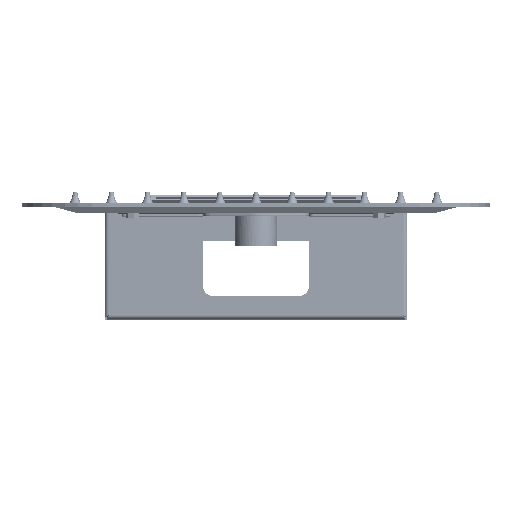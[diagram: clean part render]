
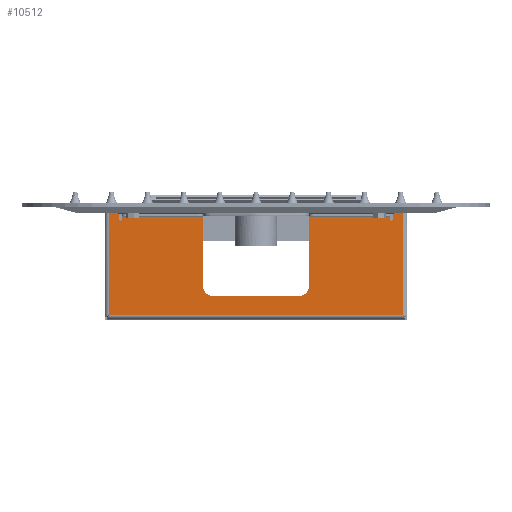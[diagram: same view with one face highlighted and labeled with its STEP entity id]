
A CAD part, left-side view. The second image highlights one B-rep face of the part: STEP entity #10512.
In plain terms, the highlighted face is planar.
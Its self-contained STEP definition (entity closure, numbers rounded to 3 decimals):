
#10512=ADVANCED_FACE('',(#15028),#15029,.T.);
#15028=FACE_OUTER_BOUND('',#20032,.T.);
#15029=PLANE('',#20033);
#20032=EDGE_LOOP('',(#31993,#31994,#31995,#31996,#31997,#31998,#31999,#32000,#32001,#32002,#32003,#32004,#32005,#32006,#32007,#32008,#32009,#32010,#32011,#32012));
#20033=AXIS2_PLACEMENT_3D('',#32013,#32014,#32015);
#31993=ORIENTED_EDGE('',*,*,#38045,.F.);
#31994=ORIENTED_EDGE('',*,*,#38046,.T.);
#31995=ORIENTED_EDGE('',*,*,#38047,.F.);
#31996=ORIENTED_EDGE('',*,*,#37902,.T.);
#31997=ORIENTED_EDGE('',*,*,#38048,.F.);
#31998=ORIENTED_EDGE('',*,*,#38049,.F.);
#31999=ORIENTED_EDGE('',*,*,#38050,.F.);
#32000=ORIENTED_EDGE('',*,*,#38051,.F.);
#32001=ORIENTED_EDGE('',*,*,#38052,.F.);
#32002=ORIENTED_EDGE('',*,*,#37939,.T.);
#32003=ORIENTED_EDGE('',*,*,#37962,.F.);
#32004=ORIENTED_EDGE('',*,*,#38038,.T.);
#32005=ORIENTED_EDGE('',*,*,#38034,.T.);
#32006=ORIENTED_EDGE('',*,*,#38030,.T.);
#32007=ORIENTED_EDGE('',*,*,#38053,.F.);
#32008=ORIENTED_EDGE('',*,*,#37944,.T.);
#32009=ORIENTED_EDGE('',*,*,#38054,.F.);
#32010=ORIENTED_EDGE('',*,*,#38055,.F.);
#32011=ORIENTED_EDGE('',*,*,#38056,.F.);
#32012=ORIENTED_EDGE('',*,*,#38057,.F.);
#32013=CARTESIAN_POINT('',(-35.0,5.0,-500000.0));
#32014=DIRECTION('',(1.0,0.,0.0));
#32015=DIRECTION('',(0.,1.0,0.0));
#37902=EDGE_CURVE('',#43716,#43714,#43717,.F.);
#37939=EDGE_CURVE('',#43778,#43776,#43779,.T.);
#37944=EDGE_CURVE('',#43787,#43785,#43788,.T.);
#37962=EDGE_CURVE('',#43814,#43776,#43815,.T.);
#38030=EDGE_CURVE('',#43857,#43918,#43919,.F.);
#38034=EDGE_CURVE('',#43830,#43857,#43924,.T.);
#38038=EDGE_CURVE('',#43814,#43830,#43928,.T.);
#38045=EDGE_CURVE('',#43937,#43938,#43939,.T.);
#38046=EDGE_CURVE('',#43937,#43940,#43941,.F.);
#38047=EDGE_CURVE('',#43716,#43940,#43942,.T.);
#38048=EDGE_CURVE('',#43943,#43714,#43944,.T.);
#38049=EDGE_CURVE('',#43945,#43943,#43946,.T.);
#38050=EDGE_CURVE('',#43947,#43945,#43948,.T.);
#38051=EDGE_CURVE('',#43949,#43947,#43950,.T.);
#38052=EDGE_CURVE('',#43778,#43949,#43951,.T.);
#38053=EDGE_CURVE('',#43787,#43918,#43952,.T.);
#38054=EDGE_CURVE('',#43953,#43785,#43954,.T.);
#38055=EDGE_CURVE('',#43955,#43953,#43956,.T.);
#38056=EDGE_CURVE('',#43957,#43955,#43958,.T.);
#38057=EDGE_CURVE('',#43938,#43957,#43959,.T.);
#43714=VERTEX_POINT('',#55510);
#43716=VERTEX_POINT('',#55513);
#43717=CIRCLE('',#55514,5.0);
#43776=VERTEX_POINT('',#55593);
#43778=VERTEX_POINT('',#55596);
#43779=CIRCLE('',#55597,1.0);
#43785=VERTEX_POINT('',#55604);
#43787=VERTEX_POINT('',#55607);
#43788=CIRCLE('',#55608,1.0);
#43814=VERTEX_POINT('',#55641);
#43815=LINE('',#55642,#55643);
#43830=VERTEX_POINT('',#55662);
#43857=VERTEX_POINT('',#55698);
#43918=VERTEX_POINT('',#55785);
#43919=LINE('',#55786,#55787);
#43924=LINE('',#55793,#55794);
#43928=LINE('',#55800,#55801);
#43937=VERTEX_POINT('',#55814);
#43938=VERTEX_POINT('',#55815);
#43939=LINE('',#55816,#55817);
#43940=VERTEX_POINT('',#55818);
#43941=CIRCLE('',#55819,5.0);
#43942=LINE('',#55820,#55821);
#43943=VERTEX_POINT('',#55822);
#43944=LINE('',#55823,#55824);
#43945=VERTEX_POINT('',#55825);
#43946=LINE('',#55826,#55827);
#43947=VERTEX_POINT('',#55828);
#43948=LINE('',#55829,#55830);
#43949=VERTEX_POINT('',#55831);
#43950=CIRCLE('',#55832,0.5);
#43951=LINE('',#55833,#55834);
#43952=LINE('',#55835,#55836);
#43953=VERTEX_POINT('',#55837);
#43954=LINE('',#55838,#55839);
#43955=VERTEX_POINT('',#55840);
#43956=CIRCLE('',#55841,0.5);
#43957=VERTEX_POINT('',#55842);
#43958=LINE('',#55843,#55844);
#43959=LINE('',#55845,#55846);
#55510=CARTESIAN_POINT('',(-35.0,14.0,-25.));
#55513=CARTESIAN_POINT('',(-35.0,19.0,-20.));
#55514=AXIS2_PLACEMENT_3D('',#60268,#60269,#60270);
#55593=CARTESIAN_POINT('',(-35.0,-20.0,-65.2));
#55596=CARTESIAN_POINT('',(-35.0,-19.0,-64.2));
#55597=AXIS2_PLACEMENT_3D('',#60316,#60317,#60318);
#55604=CARTESIAN_POINT('',(-35.0,-19.0,64.2));
#55607=CARTESIAN_POINT('',(-35.0,-20.0,65.2));
#55608=AXIS2_PLACEMENT_3D('',#60324,#60325,#60326);
#55641=CARTESIAN_POINT('',(-35.0,-20.0,-69.2));
#55642=CARTESIAN_POINT('',(-35.0,-20.0,-500000.0));
#55643=VECTOR('',#60349,1.0);
#55662=CARTESIAN_POINT('',(-35.0,28.0,-69.2));
#55698=CARTESIAN_POINT('',(-35.0,28.0,69.2));
#55785=CARTESIAN_POINT('',(-35.0,-20.0,69.2));
#55786=CARTESIAN_POINT('',(-35.0,-20.0,69.2));
#55787=VECTOR('',#60431,1.0);
#55793=CARTESIAN_POINT('',(-35.0,28.0,-500000.0));
#55794=VECTOR('',#60436,1.0);
#55800=CARTESIAN_POINT('',(-35.0,5.0,-69.2));
#55801=VECTOR('',#60439,1.0);
#55814=CARTESIAN_POINT('',(-35.0,14.0,25.));
#55815=CARTESIAN_POINT('',(-35.0,-18.0,25.0));
#55816=CARTESIAN_POINT('',(-35.0,5.,25.));
#55817=VECTOR('',#60444,1.0);
#55818=CARTESIAN_POINT('',(-35.0,19.0,20.));
#55819=AXIS2_PLACEMENT_3D('',#60445,#60446,#60447);
#55820=CARTESIAN_POINT('',(-35.0,19.,-500000.0));
#55821=VECTOR('',#60448,1.0);
#55822=CARTESIAN_POINT('',(-35.0,-18.0,-25.));
#55823=CARTESIAN_POINT('',(-35.0,5.0,-25.));
#55824=VECTOR('',#60449,1.0);
#55825=CARTESIAN_POINT('',(-35.0,-18.0,-63.2));
#55826=CARTESIAN_POINT('',(-35.0,-18.0,63.2));
#55827=VECTOR('',#60450,1.0);
#55828=CARTESIAN_POINT('',(-35.0,-17.0,-63.2));
#55829=CARTESIAN_POINT('',(-35.0,5.0,-63.2));
#55830=VECTOR('',#60451,1.0);
#55831=CARTESIAN_POINT('',(-35.0,-17.0,-64.2));
#55832=AXIS2_PLACEMENT_3D('',#60452,#60453,#60454);
#55833=CARTESIAN_POINT('',(-35.0,5.0,-64.2));
#55834=VECTOR('',#60455,1.0);
#55835=CARTESIAN_POINT('',(-35.0,-20.0,-500000.0));
#55836=VECTOR('',#60456,1.0);
#55837=CARTESIAN_POINT('',(-35.0,-17.0,64.2));
#55838=CARTESIAN_POINT('',(-35.0,5.0,64.2));
#55839=VECTOR('',#60457,1.0);
#55840=CARTESIAN_POINT('',(-35.0,-17.0,63.2));
#55841=AXIS2_PLACEMENT_3D('',#60458,#60459,#60460);
#55842=CARTESIAN_POINT('',(-35.0,-18.0,63.2));
#55843=CARTESIAN_POINT('',(-35.0,5.0,63.2));
#55844=VECTOR('',#60461,1.0);
#55845=CARTESIAN_POINT('',(-35.0,-18.0,63.2));
#55846=VECTOR('',#60462,1.0);
#60268=CARTESIAN_POINT('',(-35.0,14.0,-20.));
#60269=DIRECTION('',(1.0,0.,0.0));
#60270=DIRECTION('',(0.,1.0,0.0));
#60316=CARTESIAN_POINT('',(-35.0,-19.0,-65.2));
#60317=DIRECTION('',(1.0,0.,0.0));
#60318=DIRECTION('',(0.,1.0,0.0));
#60324=CARTESIAN_POINT('',(-35.0,-19.0,65.2));
#60325=DIRECTION('',(1.0,0.,0.0));
#60326=DIRECTION('',(0.,1.0,0.0));
#60349=DIRECTION('',(0.0,0.0,1.0));
#60431=DIRECTION('',(0.,1.0,0.0));
#60436=DIRECTION('',(0.0,0.0,1.0));
#60439=DIRECTION('',(0.,1.0,0.0));
#60444=DIRECTION('',(0.,-1.0,0.));
#60445=CARTESIAN_POINT('',(-35.0,14.0,20.0));
#60446=DIRECTION('',(1.0,0.,0.0));
#60447=DIRECTION('',(0.,1.0,0.0));
#60448=DIRECTION('',(0.,0.,1.0));
#60449=DIRECTION('',(0.,1.0,0.0));
#60450=DIRECTION('',(0.0,0.0,1.0));
#60451=DIRECTION('',(0.,-1.0,0.0));
#60452=CARTESIAN_POINT('',(-35.0,-17.0,-63.7));
#60453=DIRECTION('',(1.0,0.,0.0));
#60454=DIRECTION('',(0.,1.0,0.0));
#60455=DIRECTION('',(0.,1.0,0.0));
#60456=DIRECTION('',(0.0,0.0,1.0));
#60457=DIRECTION('',(0.,-1.0,0.0));
#60458=CARTESIAN_POINT('',(-35.0,-17.0,63.7));
#60459=DIRECTION('',(1.0,0.,0.0));
#60460=DIRECTION('',(0.,1.0,0.0));
#60461=DIRECTION('',(0.,1.0,0.0));
#60462=DIRECTION('',(0.0,0.0,1.0));
